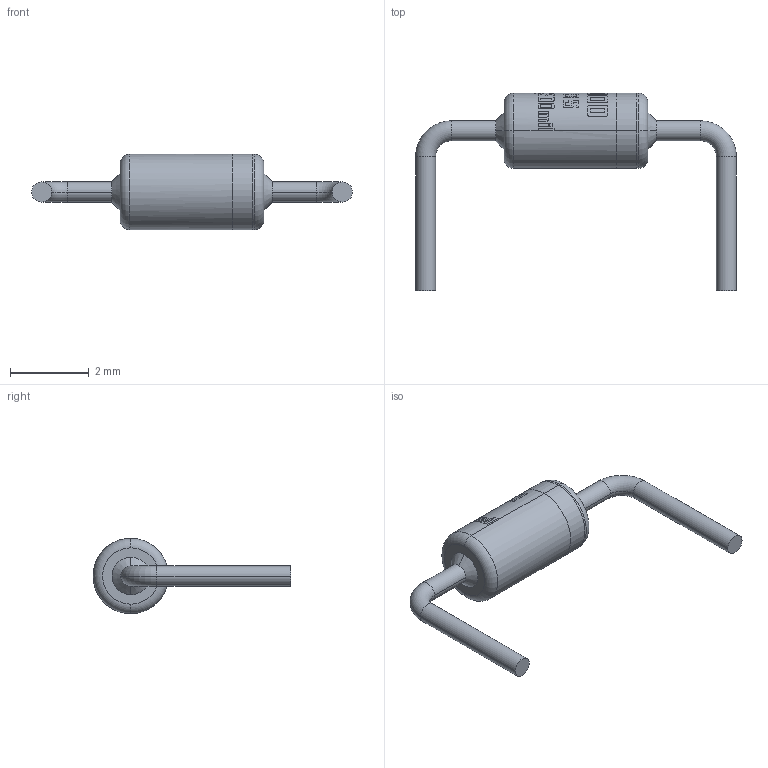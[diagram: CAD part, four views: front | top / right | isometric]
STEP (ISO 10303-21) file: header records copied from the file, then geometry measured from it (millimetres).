
FILE_DESCRIPTION (( 'STEP AP214' ), '1' );
FILE_NAME ('DO-35_Normal_300mil_rev1.1.STEP', '2023-05-24T16:29:38', ( '' ), ( '' ), 'SwSTEP 2.0', 'SolidWorks 2020', '' );
FILE_SCHEMA (( 'AUTOMOTIVE_DESIGN' ));
Length unit declared in the file: millimetre
Products named in the file (1): DO-35_Normal_300mil_rev1.1
Bounding box: 8.13 x 5 x 1.91 mm (x, y, z)
Volume: 11 mm3; surface area: 60.2 mm2
Topology: 1 solids, 2 shells, 72 faces, 379 edges, 347 vertices
Faces by surface type: cylinder 54, torus 8, plane 6, cone 4
Entity records: 5250 total; most frequent: CARTESIAN_POINT 1269, ORIENTED_EDGE 758, DIRECTION 570, EDGE_CURVE 379, VERTEX_POINT 347, AXIS2_PLACEMENT_3D 218, CIRCLE 145, LINE 134
